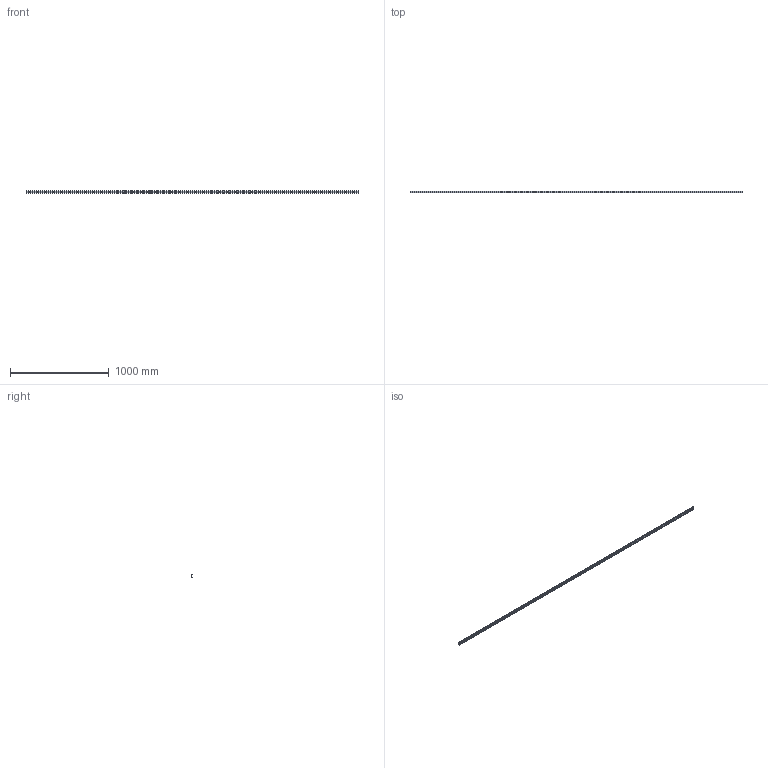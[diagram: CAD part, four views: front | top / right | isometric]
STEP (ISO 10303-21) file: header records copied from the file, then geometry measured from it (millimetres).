
FILE_DESCRIPTION((''),'2;1');
FILE_NAME('LCU 28H-3360.V.stp','2016-05-04T10:27:59',('MRathmann'),(''),'Autodesk Inventor 2012','Autodesk Inventor 2012','');
FILE_SCHEMA(('CONFIG_CONTROL_DESIGN'));
Length unit declared in the file: millimetre
Products named in the file (1): LCU 28H-3360.V
Bounding box: 3360 x 12.3 x 28 mm (x, y, z)
Volume: 510201.1 mm3; surface area: 318006.9 mm2
Topology: 1 solids, 1 shells, 104 faces, 306 edges, 204 vertices
Faces by surface type: cylinder 51, cone 42, plane 11
Full cylindrical faces by diameter (mm): 5.5 x42
Entity records: 2930 total; most frequent: DIRECTION 534, CARTESIAN_POINT 447, ORIENTED_EDGE 360, EDGE_LOOP 272, AXIS2_PLACEMENT_3D 249, EDGE_CURVE 180, FACE_BOUND 168, VERTEX_POINT 162
